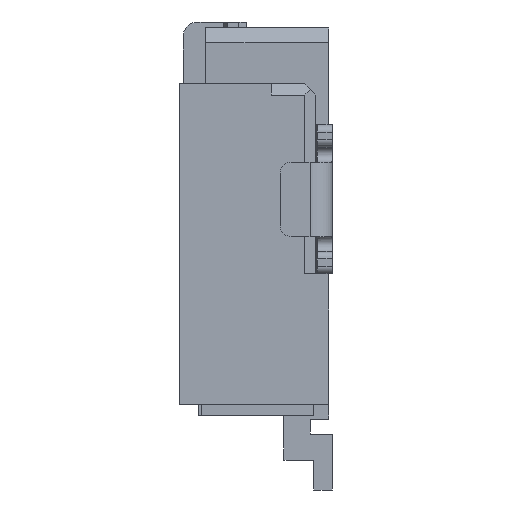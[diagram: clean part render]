
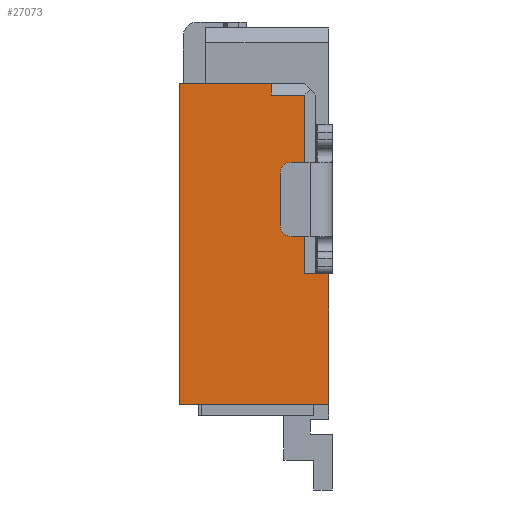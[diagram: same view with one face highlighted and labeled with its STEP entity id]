
A CAD part, left-side view. The second image highlights one B-rep face of the part: STEP entity #27073.
In plain terms, the highlighted planar face has unit normal (-1, 0, 0).
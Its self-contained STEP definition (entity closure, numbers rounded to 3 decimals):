
#4=DIRECTION('',(0.,-1.,0.));
#5=VECTOR('',#4,0.15);
#6=CARTESIAN_POINT('',(-10.65,-0.552,-3.38));
#7=LINE('',#6,#5);
#12=DIRECTION('',(0.,0.,-1.));
#13=VECTOR('',#12,1.75);
#14=CARTESIAN_POINT('',(-10.65,-0.702,-3.38));
#15=LINE('',#14,#13);
#19=DIRECTION('',(0.,1.,0.));
#20=VECTOR('',#19,2.);
#21=CARTESIAN_POINT('',(-10.65,-0.702,-5.13));
#22=LINE('',#21,#20);
#26=DIRECTION('',(0.,0.,1.));
#27=VECTOR('',#26,4.3);
#28=CARTESIAN_POINT('',(-10.65,1.298,-5.13));
#29=LINE('',#28,#27);
#33=DIRECTION('',(0.,-1.,0.));
#34=VECTOR('',#33,1.23);
#35=CARTESIAN_POINT('',(-10.65,1.298,-0.83));
#36=LINE('',#35,#34);
#40=DIRECTION('',(0.,0.,1.));
#41=VECTOR('',#40,0.15);
#42=CARTESIAN_POINT('',(-10.65,0.068,-0.98));
#43=LINE('',#42,#41);
#47=DIRECTION('',(0.,1.,0.));
#48=VECTOR('',#47,0.45);
#49=CARTESIAN_POINT('',(-10.65,-0.382,-0.98));
#50=LINE('',#49,#48);
#54=DIRECTION('',(0.,0.,1.));
#55=VECTOR('',#54,2.4);
#56=CARTESIAN_POINT('',(-10.65,-0.382,-3.38));
#57=LINE('',#56,#55);
#61=DIRECTION('',(0.,-1.,0.));
#62=VECTOR('',#61,0.17);
#63=CARTESIAN_POINT('',(-10.65,-0.382,-3.38));
#64=LINE('',#63,#62);
#22818=CARTESIAN_POINT('',(-10.65,-0.702,-5.13));
#22819=CARTESIAN_POINT('',(-10.65,1.298,-5.13));
#22820=VERTEX_POINT('',#22818);
#22821=VERTEX_POINT('',#22819);
#22822=CARTESIAN_POINT('',(-10.65,1.298,-0.83));
#22823=VERTEX_POINT('',#22822);
#22918=CARTESIAN_POINT('',(-10.65,-0.382,-3.38));
#22919=VERTEX_POINT('',#22918);
#22990=CARTESIAN_POINT('',(-10.65,0.068,-0.98));
#22991=CARTESIAN_POINT('',(-10.65,0.068,-0.83));
#22992=VERTEX_POINT('',#22990);
#22993=VERTEX_POINT('',#22991);
#22994=CARTESIAN_POINT('',(-10.65,-0.382,-0.98));
#22995=VERTEX_POINT('',#22994);
#23064=CARTESIAN_POINT('',(-10.65,-0.552,-3.38));
#23065=CARTESIAN_POINT('',(-10.65,-0.702,-3.38));
#23066=VERTEX_POINT('',#23064);
#23067=VERTEX_POINT('',#23065);
#27048=CARTESIAN_POINT('',(-10.65,0.,0.));
#27049=DIRECTION('',(1.,0.,0.));
#27050=DIRECTION('',(0.,0.,-1.));
#27051=AXIS2_PLACEMENT_3D('',#27048,#27049,#27050);
#27052=PLANE('',#27051);
#27054=ORIENTED_EDGE('',*,*,#27053,.T.);
#27056=ORIENTED_EDGE('',*,*,#27055,.T.);
#27058=ORIENTED_EDGE('',*,*,#27057,.T.);
#27060=ORIENTED_EDGE('',*,*,#27059,.T.);
#27062=ORIENTED_EDGE('',*,*,#27061,.T.);
#27064=ORIENTED_EDGE('',*,*,#27063,.F.);
#27066=ORIENTED_EDGE('',*,*,#27065,.F.);
#27068=ORIENTED_EDGE('',*,*,#27067,.F.);
#27070=ORIENTED_EDGE('',*,*,#27069,.T.);
#27071=EDGE_LOOP('',(#27054,#27056,#27058,#27060,#27062,#27064,#27066,#27068,
#27070));
#27072=FACE_OUTER_BOUND('',#27071,.F.);
#27053=EDGE_CURVE('',#23066,#23067,#7,.T.);
#27055=EDGE_CURVE('',#23067,#22820,#15,.T.);
#27057=EDGE_CURVE('',#22820,#22821,#22,.T.);
#27059=EDGE_CURVE('',#22821,#22823,#29,.T.);
#27061=EDGE_CURVE('',#22823,#22993,#36,.T.);
#27063=EDGE_CURVE('',#22992,#22993,#43,.T.);
#27065=EDGE_CURVE('',#22995,#22992,#50,.T.);
#27067=EDGE_CURVE('',#22919,#22995,#57,.T.);
#27069=EDGE_CURVE('',#22919,#23066,#64,.T.);
#27073=ADVANCED_FACE('',(#27072),#27052,.F.);
